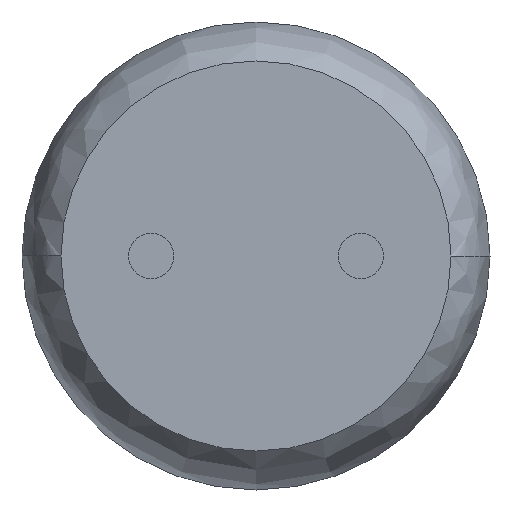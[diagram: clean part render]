
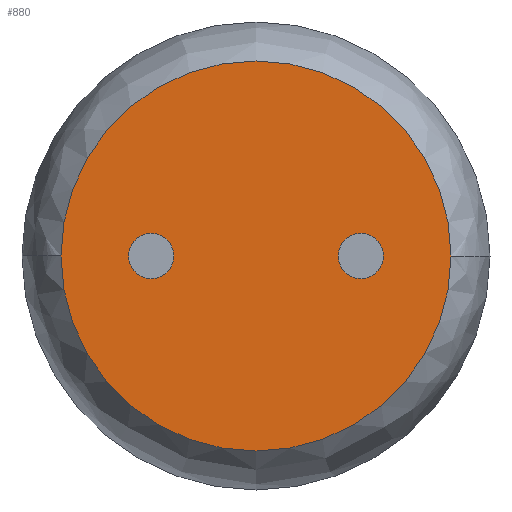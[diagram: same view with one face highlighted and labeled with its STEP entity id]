
A CAD part, front view. The second image highlights one B-rep face of the part: STEP entity #880.
In plain terms, the highlighted planar face has unit normal (0, -1, 0).
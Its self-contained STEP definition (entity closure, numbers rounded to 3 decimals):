
#382 = EDGE_CURVE ( 'NONE', #5623, #2046, #8453, .T. ) ;
#564 = CARTESIAN_POINT ( 'NONE',  ( 0., 0., 0. ) ) ;
#589 = DIRECTION ( 'NONE',  ( 0., -1., 0. ) ) ;
#647 = EDGE_LOOP ( 'NONE', ( #5339, #1038 ) ) ;
#700 = DIRECTION ( 'NONE',  ( 0., 0., -1. ) ) ;
#880 = ADVANCED_FACE ( 'NONE', ( #3327, #4660, #992 ), #1185, .T. ) ;
#992 = FACE_OUTER_BOUND ( 'NONE', #647, .T. ) ;
#1038 = ORIENTED_EDGE ( 'NONE', *, *, #6049, .T. ) ;
#1185 = PLANE ( 'NONE',  #1219 ) ;
#1219 = AXIS2_PLACEMENT_3D ( 'NONE', #1241, #1859, #4494 ) ;
#1241 = CARTESIAN_POINT ( 'NONE',  ( 0., 0., 0. ) ) ;
#1292 = EDGE_LOOP ( 'NONE', ( #5746, #5850 ) ) ;
#1382 = CARTESIAN_POINT ( 'NONE',  ( -1.5, 0., 0. ) ) ;
#1506 = DIRECTION ( 'NONE',  ( 0., 0., -1. ) ) ;
#1674 = CIRCLE ( 'NONE', #3898, 0.325 ) ;
#1725 = DIRECTION ( 'NONE',  ( 0., -1., 0. ) ) ;
#1859 = DIRECTION ( 'NONE',  ( 0., -1., 0. ) ) ;
#1867 = CIRCLE ( 'NONE', #8012, 0.325 ) ;
#2026 = CIRCLE ( 'NONE', #4082, 2.792 ) ;
#2046 = VERTEX_POINT ( 'NONE', #2587 ) ;
#2090 = CARTESIAN_POINT ( 'NONE',  ( 1.5, 0., 0. ) ) ;
#2252 = CARTESIAN_POINT ( 'NONE',  ( 0., 0., 0. ) ) ;
#2552 = EDGE_CURVE ( 'NONE', #3510, #2617, #1674, .T. ) ;
#2587 = CARTESIAN_POINT ( 'NONE',  ( -1.5, 0., 0.325 ) ) ;
#2617 = VERTEX_POINT ( 'NONE', #6068 ) ;
#2653 = EDGE_CURVE ( 'NONE', #2617, #3510, #1867, .T. ) ;
#2955 = CARTESIAN_POINT ( 'NONE',  ( 1.5, 0., 0. ) ) ;
#3224 = EDGE_CURVE ( 'NONE', #7280, #5878, #8014, .T. ) ;
#3327 = FACE_BOUND ( 'NONE', #7362, .T. ) ;
#3510 = VERTEX_POINT ( 'NONE', #4072 ) ;
#3898 = AXIS2_PLACEMENT_3D ( 'NONE', #2090, #7409, #1506 ) ;
#4072 = CARTESIAN_POINT ( 'NONE',  ( 1.175, 0., 0. ) ) ;
#4082 = AXIS2_PLACEMENT_3D ( 'NONE', #564, #589, #8396 ) ;
#4173 = CARTESIAN_POINT ( 'NONE',  ( 2.792, 0., 0. ) ) ;
#4494 = DIRECTION ( 'NONE',  ( 0., 0., -1. ) ) ;
#4660 = FACE_BOUND ( 'NONE', #1292, .T. ) ;
#4661 = AXIS2_PLACEMENT_3D ( 'NONE', #5821, #5883, #700 ) ;
#5339 = ORIENTED_EDGE ( 'NONE', *, *, #3224, .T. ) ;
#5623 = VERTEX_POINT ( 'NONE', #8128 ) ;
#5746 = ORIENTED_EDGE ( 'NONE', *, *, #7556, .F. ) ;
#5800 = AXIS2_PLACEMENT_3D ( 'NONE', #1382, #7158, #5938 ) ;
#5821 = CARTESIAN_POINT ( 'NONE',  ( -1.5, 0., 0. ) ) ;
#5850 = ORIENTED_EDGE ( 'NONE', *, *, #382, .F. ) ;
#5878 = VERTEX_POINT ( 'NONE', #7889 ) ;
#5883 = DIRECTION ( 'NONE',  ( 0., -1., 0. ) ) ;
#5938 = DIRECTION ( 'NONE',  ( 0., 0., -1. ) ) ;
#6049 = EDGE_CURVE ( 'NONE', #5878, #7280, #2026, .T. ) ;
#6068 = CARTESIAN_POINT ( 'NONE',  ( 1.825, 0., 0. ) ) ;
#6238 = DIRECTION ( 'NONE',  ( 0., 0., -1. ) ) ;
#6652 = ORIENTED_EDGE ( 'NONE', *, *, #2552, .F. ) ;
#6944 = DIRECTION ( 'NONE',  ( 0., 0., -1. ) ) ;
#7158 = DIRECTION ( 'NONE',  ( 0., -1., 0. ) ) ;
#7280 = VERTEX_POINT ( 'NONE', #4173 ) ;
#7345 = AXIS2_PLACEMENT_3D ( 'NONE', #2252, #1725, #6238 ) ;
#7362 = EDGE_LOOP ( 'NONE', ( #6652, #7819 ) ) ;
#7409 = DIRECTION ( 'NONE',  ( 0., -1., 0. ) ) ;
#7538 = DIRECTION ( 'NONE',  ( 0., -1., 0. ) ) ;
#7556 = EDGE_CURVE ( 'NONE', #2046, #5623, #7589, .T. ) ;
#7589 = CIRCLE ( 'NONE', #5800, 0.325 ) ;
#7819 = ORIENTED_EDGE ( 'NONE', *, *, #2653, .F. ) ;
#7889 = CARTESIAN_POINT ( 'NONE',  ( -2.792, 0., 0. ) ) ;
#8012 = AXIS2_PLACEMENT_3D ( 'NONE', #2955, #7538, #6944 ) ;
#8014 = CIRCLE ( 'NONE', #7345, 2.792 ) ;
#8128 = CARTESIAN_POINT ( 'NONE',  ( -1.5, 0., -0.325 ) ) ;
#8396 = DIRECTION ( 'NONE',  ( 0., 0., -1. ) ) ;
#8453 = CIRCLE ( 'NONE', #4661, 0.325 ) ;
